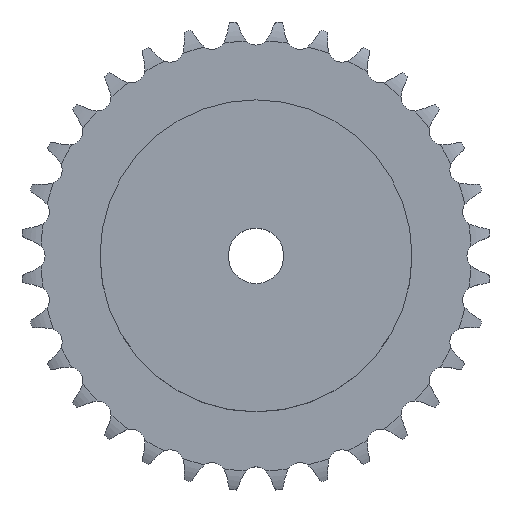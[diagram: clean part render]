
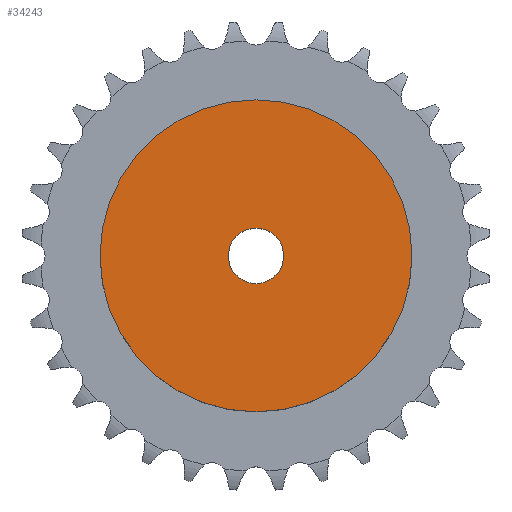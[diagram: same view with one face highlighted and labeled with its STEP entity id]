
A CAD part, top view. The second image highlights one B-rep face of the part: STEP entity #34243.
In plain terms, the highlighted planar face has unit normal (0, 0, 1).
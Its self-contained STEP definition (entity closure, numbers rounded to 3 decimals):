
#4065 = CYLINDRICAL_SURFACE('',#4066,45.);
#4066 = AXIS2_PLACEMENT_3D('',#4067,#4068,#4069);
#4067 = CARTESIAN_POINT('',(0.,0.,0.));
#4068 = DIRECTION('',(-0.,-0.,-1.));
#4069 = DIRECTION('',(1.,0.,0.));
#21446 = VERTEX_POINT('',#21447);
#21447 = CARTESIAN_POINT('',(45.,0.,30.));
#21468 = EDGE_CURVE('',#21446,#21446,#21469,.T.);
#21469 = SURFACE_CURVE('',#21470,(#21475,#21482),.PCURVE_S1.);
#21470 = CIRCLE('',#21471,45.);
#21471 = AXIS2_PLACEMENT_3D('',#21472,#21473,#21474);
#21472 = CARTESIAN_POINT('',(0.,0.,30.));
#21473 = DIRECTION('',(0.,0.,1.));
#21474 = DIRECTION('',(1.,0.,0.));
#21475 = PCURVE('',#4065,#21476);
#21476 = DEFINITIONAL_REPRESENTATION('',(#21477),#21481);
#21477 = LINE('',#21478,#21479);
#21478 = CARTESIAN_POINT('',(-0.,-30.));
#21479 = VECTOR('',#21480,1.);
#21480 = DIRECTION('',(-1.,0.));
#21481 = ( GEOMETRIC_REPRESENTATION_CONTEXT(2) 
PARAMETRIC_REPRESENTATION_CONTEXT() REPRESENTATION_CONTEXT('2D SPACE',''
  ) );
#21482 = PCURVE('',#21483,#21488);
#21483 = PLANE('',#21484);
#21484 = AXIS2_PLACEMENT_3D('',#21485,#21486,#21487);
#21485 = CARTESIAN_POINT('',(0.,0.,30.)
  );
#21486 = DIRECTION('',(0.,0.,1.));
#21487 = DIRECTION('',(1.,0.,0.));
#21488 = DEFINITIONAL_REPRESENTATION('',(#21489),#21493);
#21489 = CIRCLE('',#21490,45.);
#21490 = AXIS2_PLACEMENT_2D('',#21491,#21492);
#21491 = CARTESIAN_POINT('',(0.,0.));
#21492 = DIRECTION('',(1.,0.));
#21493 = ( GEOMETRIC_REPRESENTATION_CONTEXT(2) 
PARAMETRIC_REPRESENTATION_CONTEXT() REPRESENTATION_CONTEXT('2D SPACE',''
  ) );
#28993 = CYLINDRICAL_SURFACE('',#28994,8.);
#28994 = AXIS2_PLACEMENT_3D('',#28995,#28996,#28997);
#28995 = CARTESIAN_POINT('',(0.,0.,206.042));
#28996 = DIRECTION('',(0.,0.,1.));
#28997 = DIRECTION('',(1.,0.,0.));
#34243 = ADVANCED_FACE('',(#34244,#34247),#21483,.T.);
#34244 = FACE_BOUND('',#34245,.T.);
#34245 = EDGE_LOOP('',(#34246));
#34246 = ORIENTED_EDGE('',*,*,#21468,.T.);
#34247 = FACE_BOUND('',#34248,.T.);
#34248 = EDGE_LOOP('',(#34249));
#34249 = ORIENTED_EDGE('',*,*,#34250,.F.);
#34250 = EDGE_CURVE('',#34251,#34251,#34253,.T.);
#34251 = VERTEX_POINT('',#34252);
#34252 = CARTESIAN_POINT('',(8.,0.,30.));
#34253 = SURFACE_CURVE('',#34254,(#34259,#34266),.PCURVE_S1.);
#34254 = CIRCLE('',#34255,8.);
#34255 = AXIS2_PLACEMENT_3D('',#34256,#34257,#34258);
#34256 = CARTESIAN_POINT('',(0.,0.,30.));
#34257 = DIRECTION('',(0.,0.,1.));
#34258 = DIRECTION('',(1.,0.,0.));
#34259 = PCURVE('',#21483,#34260);
#34260 = DEFINITIONAL_REPRESENTATION('',(#34261),#34265);
#34261 = CIRCLE('',#34262,8.);
#34262 = AXIS2_PLACEMENT_2D('',#34263,#34264);
#34263 = CARTESIAN_POINT('',(0.,0.));
#34264 = DIRECTION('',(1.,0.));
#34265 = ( GEOMETRIC_REPRESENTATION_CONTEXT(2) 
PARAMETRIC_REPRESENTATION_CONTEXT() REPRESENTATION_CONTEXT('2D SPACE',''
  ) );
#34266 = PCURVE('',#28993,#34267);
#34267 = DEFINITIONAL_REPRESENTATION('',(#34268),#34272);
#34268 = LINE('',#34269,#34270);
#34269 = CARTESIAN_POINT('',(0.,-176.042));
#34270 = VECTOR('',#34271,1.);
#34271 = DIRECTION('',(1.,0.));
#34272 = ( GEOMETRIC_REPRESENTATION_CONTEXT(2) 
PARAMETRIC_REPRESENTATION_CONTEXT() REPRESENTATION_CONTEXT('2D SPACE',''
  ) );
